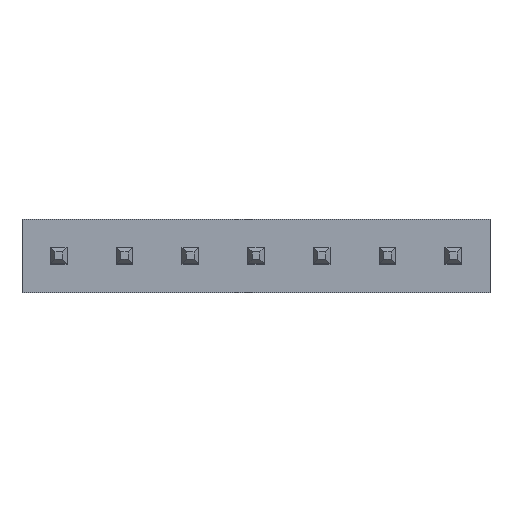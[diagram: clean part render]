
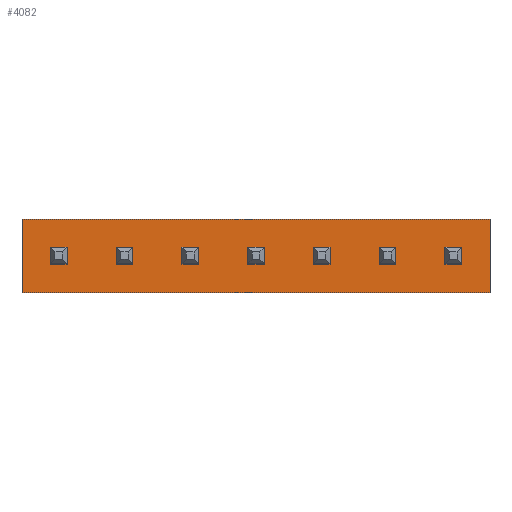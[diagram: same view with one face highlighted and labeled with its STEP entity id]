
A CAD part, top view. The second image highlights one B-rep face of the part: STEP entity #4082.
In plain terms, the highlighted planar face has unit normal (0, 0, 1).
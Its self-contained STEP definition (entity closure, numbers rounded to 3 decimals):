
#3957 = CARTESIAN_POINT ( 'NONE',  ( 16.66, 1.42, 2.54 ) ) ;
#3958 = VERTEX_POINT ( 'NONE', #3957 ) ;
#3965 = CARTESIAN_POINT ( 'NONE',  ( 16.66, -1.42, 2.54 ) ) ;
#3966 = VERTEX_POINT ( 'NONE', #3965 ) ;
#3967 = CARTESIAN_POINT ( 'NONE',  ( 16.66, -1.42, 2.54 ) ) ;
#3968 = DIRECTION ( 'NONE',  ( 0., 1., 0. ) ) ;
#3969 = VECTOR ( 'NONE', #3968, 1000. ) ;
#3970 = LINE ( 'NONE', #3967, #3969 ) ;
#3971 = EDGE_CURVE ( 'NONE', #3966, #3958, #3970, .T. ) ;
#3995 = CARTESIAN_POINT ( 'NONE',  ( -1.42, 1.42, 2.54 ) ) ;
#3996 = VERTEX_POINT ( 'NONE', #3995 ) ;
#4003 = CARTESIAN_POINT ( 'NONE',  ( -1.42, 1.42, 2.54 ) ) ;
#4004 = DIRECTION ( 'NONE',  ( -1., 0., 0. ) ) ;
#4005 = VECTOR ( 'NONE', #4004, 1000. ) ;
#4006 = LINE ( 'NONE', #4003, #4005 ) ;
#4007 = EDGE_CURVE ( 'NONE', #3958, #3996, #4006, .T. ) ;
#4026 = CARTESIAN_POINT ( 'NONE',  ( -1.42, -1.42, 2.54 ) ) ;
#4027 = VERTEX_POINT ( 'NONE', #4026 ) ;
#4034 = CARTESIAN_POINT ( 'NONE',  ( -1.42, -1.42, 2.54 ) ) ;
#4035 = DIRECTION ( 'NONE',  ( 0., -1., 0. ) ) ;
#4036 = VECTOR ( 'NONE', #4035, 1000. ) ;
#4037 = LINE ( 'NONE', #4034, #4036 ) ;
#4038 = EDGE_CURVE ( 'NONE', #3996, #4027, #4037, .T. ) ;
#4056 = CARTESIAN_POINT ( 'NONE',  ( -1.42, -1.42, 2.54 ) ) ;
#4057 = DIRECTION ( 'NONE',  ( 1., 0., 0. ) ) ;
#4058 = VECTOR ( 'NONE', #4057, 1000. ) ;
#4059 = LINE ( 'NONE', #4056, #4058 ) ;
#4060 = EDGE_CURVE ( 'NONE', #4027, #3966, #4059, .T. ) ;
#4071 = ORIENTED_EDGE ( 'NONE', *, *, #3971, .T. ) ;
#4072 = ORIENTED_EDGE ( 'NONE', *, *, #4007, .T. ) ;
#4073 = ORIENTED_EDGE ( 'NONE', *, *, #4038, .T. ) ;
#4074 = ORIENTED_EDGE ( 'NONE', *, *, #4060, .T. ) ;
#4075 = EDGE_LOOP ( 'NONE', ( #4071, #4072, #4073, #4074 ) ) ;
#4076 = FACE_OUTER_BOUND ( 'NONE', #4075, .T. ) ;
#4077 = CARTESIAN_POINT ( 'NONE',  ( 7.62, 0., 2.54 ) ) ;
#4078 = DIRECTION ( 'NONE',  ( 0., 0., -1. ) ) ;
#4079 = DIRECTION ( 'NONE',  ( 0., 1., 0. ) ) ;
#4080 = AXIS2_PLACEMENT_3D ( 'NONE', #4077, #4078, #4079 ) ;
#4081 = PLANE ( 'NONE', #4080 ) ;
#4082 = ADVANCED_FACE ( 'NONE', ( #4076 ), #4081, .F. ) ;
